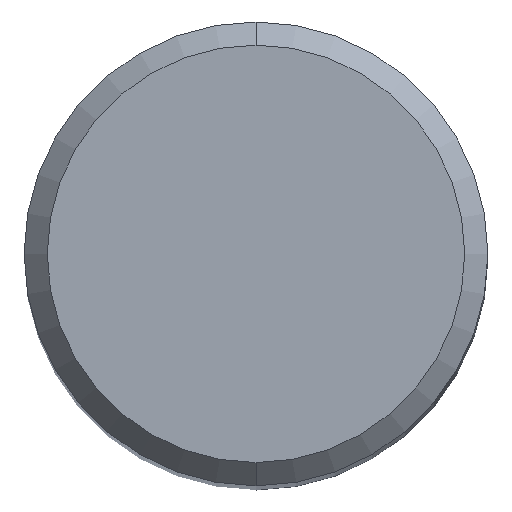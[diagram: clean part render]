
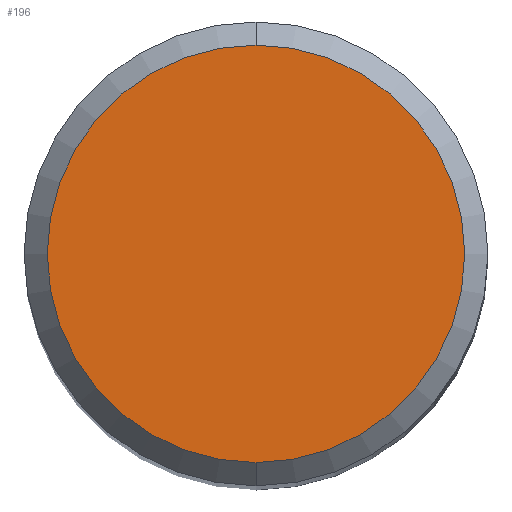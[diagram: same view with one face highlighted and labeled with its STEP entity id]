
A CAD part, top view. The second image highlights one B-rep face of the part: STEP entity #196.
In plain terms, the highlighted planar face has unit normal (0, 0, 1).
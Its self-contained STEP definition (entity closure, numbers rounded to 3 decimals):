
#142=VERTEX_POINT('',#309);
#182=EDGE_CURVE('',#142,#246,#360,.T.);
#196=ADVANCED_FACE('',(#375),#376,.T.);
#224=EDGE_CURVE('',#246,#142,#407,.T.);
#246=VERTEX_POINT('',#430);
#309=CARTESIAN_POINT('',(0.0,3.6,0.));
#360=CIRCLE('',#559,3.6);
#375=FACE_OUTER_BOUND('',#575,.T.);
#376=PLANE('',#576);
#407=CIRCLE('',#618,3.6);
#430=CARTESIAN_POINT('',(0.,-3.6,0.));
#559=AXIS2_PLACEMENT_3D('',#783,#784,#785);
#575=EDGE_LOOP('',(#798,#799));
#576=AXIS2_PLACEMENT_3D('',#800,#801,#802);
#618=AXIS2_PLACEMENT_3D('',#842,#843,#844);
#783=CARTESIAN_POINT('',(0.0,0.0,0.));
#784=DIRECTION('',(0.0,0.0,-1.0));
#785=DIRECTION('',(0.0,1.0,0.0));
#798=ORIENTED_EDGE('',*,*,#182,.F.);
#799=ORIENTED_EDGE('',*,*,#224,.F.);
#800=CARTESIAN_POINT('',(0.0,1.8,0.));
#801=DIRECTION('',(-0.0,0.0,1.0));
#802=DIRECTION('',(0.0,-1.0,0.0));
#842=CARTESIAN_POINT('',(0.0,0.0,0.));
#843=DIRECTION('',(0.0,0.0,-1.0));
#844=DIRECTION('',(0.0,1.0,0.0));
